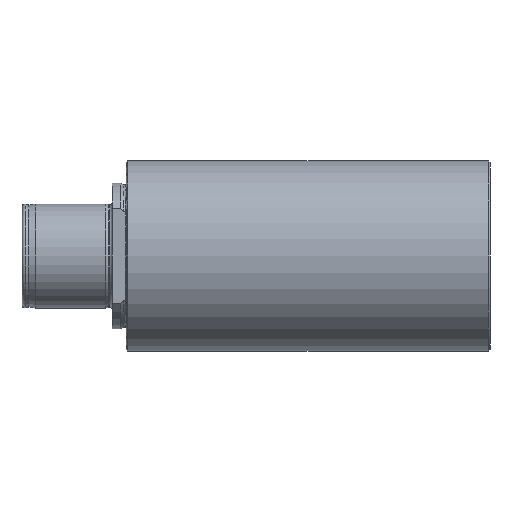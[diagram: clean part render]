
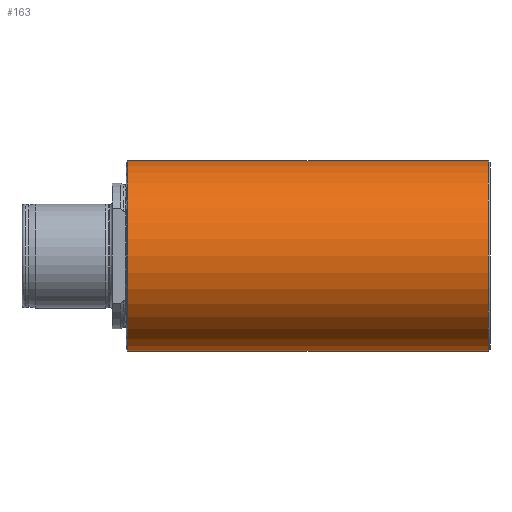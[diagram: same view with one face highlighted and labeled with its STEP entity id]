
A CAD part, front view. The second image highlights one B-rep face of the part: STEP entity #163.
In plain terms, the highlighted cylindrical face has radius 27.5 mm (diameter 55 mm), a partial arc.
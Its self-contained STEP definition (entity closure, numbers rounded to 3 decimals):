
#44 = CARTESIAN_POINT ( 'NONE',  ( -7.756, 0., 0. ) ) ;
#163 = ADVANCED_FACE ( 'NONE', ( #3537 ), #1588, .T. ) ;
#185 = DIRECTION ( 'NONE',  ( 0., 0., 1. ) ) ;
#320 = EDGE_CURVE ( 'NONE', #416, #4433, #1266, .T. ) ;
#396 = DIRECTION ( 'NONE',  ( 0., 0., 1. ) ) ;
#416 = VERTEX_POINT ( 'NONE', #802 ) ;
#448 = CARTESIAN_POINT ( 'NONE',  ( -7.756, 0., 27.5 ) ) ;
#661 = EDGE_CURVE ( 'NONE', #3330, #4433, #1710, .T. ) ;
#795 = AXIS2_PLACEMENT_3D ( 'NONE', #4364, #2254, #185 ) ;
#802 = CARTESIAN_POINT ( 'NONE',  ( 134.5, 0., 27.5 ) ) ;
#859 = CARTESIAN_POINT ( 'NONE',  ( 134.5, 0., -27.5 ) ) ;
#998 = AXIS2_PLACEMENT_3D ( 'NONE', #3410, #4150, #3090 ) ;
#1266 = LINE ( 'NONE', #448, #3818 ) ;
#1532 = ORIENTED_EDGE ( 'NONE', *, *, #3927, .T. ) ;
#1588 = CYLINDRICAL_SURFACE ( 'NONE', #4447, 27.5 ) ;
#1710 = CIRCLE ( 'NONE', #998, 27.5 ) ;
#1719 = CARTESIAN_POINT ( 'NONE',  ( -7.756, 0., -27.5 ) ) ;
#2003 = VERTEX_POINT ( 'NONE', #859 ) ;
#2254 = DIRECTION ( 'NONE',  ( -1., 0., 0. ) ) ;
#2534 = LINE ( 'NONE', #1719, #3355 ) ;
#2620 = EDGE_LOOP ( 'NONE', ( #2633, #1532, #3799, #4373 ) ) ;
#2633 = ORIENTED_EDGE ( 'NONE', *, *, #3519, .F. ) ;
#2890 = DIRECTION ( 'NONE',  ( -1., 0., 0. ) ) ;
#2908 = CARTESIAN_POINT ( 'NONE',  ( 30.5, 0., -27.5 ) ) ;
#2969 = CIRCLE ( 'NONE', #795, 27.5 ) ;
#3090 = DIRECTION ( 'NONE',  ( 0., 0., 1. ) ) ;
#3330 = VERTEX_POINT ( 'NONE', #2908 ) ;
#3355 = VECTOR ( 'NONE', #4155, 1000. ) ;
#3410 = CARTESIAN_POINT ( 'NONE',  ( 30.5, 0., 0. ) ) ;
#3452 = DIRECTION ( 'NONE',  ( -1., 0., 0. ) ) ;
#3519 = EDGE_CURVE ( 'NONE', #2003, #3330, #2534, .T. ) ;
#3537 = FACE_OUTER_BOUND ( 'NONE', #2620, .T. ) ;
#3799 = ORIENTED_EDGE ( 'NONE', *, *, #320, .T. ) ;
#3818 = VECTOR ( 'NONE', #2890, 1000. ) ;
#3912 = CARTESIAN_POINT ( 'NONE',  ( 30.5, 0., 27.5 ) ) ;
#3927 = EDGE_CURVE ( 'NONE', #2003, #416, #2969, .T. ) ;
#4150 = DIRECTION ( 'NONE',  ( -1., 0., 0. ) ) ;
#4155 = DIRECTION ( 'NONE',  ( -1., 0., 0. ) ) ;
#4364 = CARTESIAN_POINT ( 'NONE',  ( 134.5, 0., 0. ) ) ;
#4373 = ORIENTED_EDGE ( 'NONE', *, *, #661, .F. ) ;
#4433 = VERTEX_POINT ( 'NONE', #3912 ) ;
#4447 = AXIS2_PLACEMENT_3D ( 'NONE', #44, #3452, #396 ) ;
